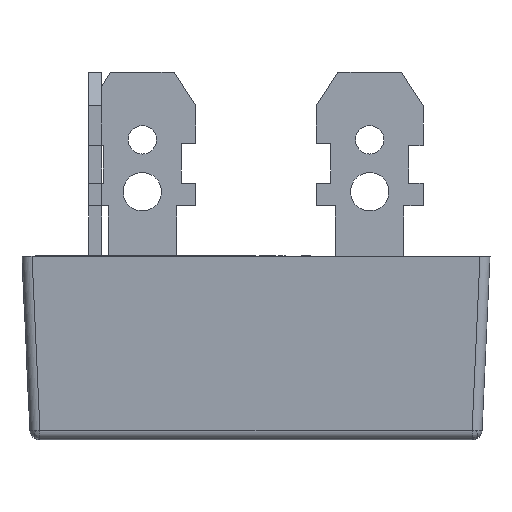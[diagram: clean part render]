
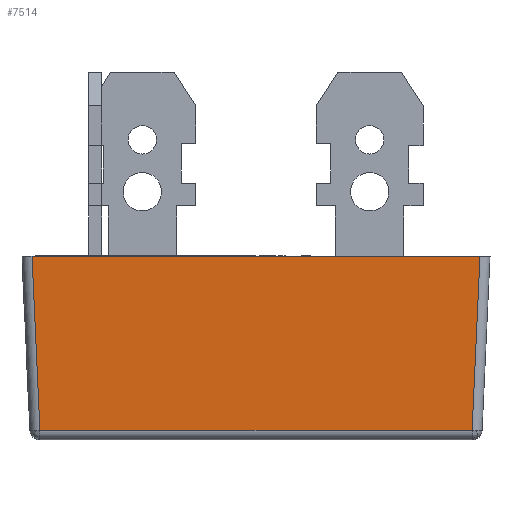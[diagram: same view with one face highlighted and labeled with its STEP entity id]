
A CAD part, left-side view. The second image highlights one B-rep face of the part: STEP entity #7514.
In plain terms, the highlighted planar face has unit normal (-0.999, 0, -0.045).
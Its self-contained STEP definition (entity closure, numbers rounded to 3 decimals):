
#45 = EDGE_CURVE ( 'NONE', #2512, #9284, #11985, .T. ) ;
#830 = ORIENTED_EDGE ( 'NONE', *, *, #1147, .F. ) ;
#1147 = EDGE_CURVE ( 'NONE', #4776, #2512, #14950, .T. ) ;
#2438 = CARTESIAN_POINT ( 'NONE',  ( -13.526, 26.927, -4.927 ) ) ;
#2512 = VERTEX_POINT ( 'NONE', #2438 ) ;
#3064 = VECTOR ( 'NONE', #11455, 1000. ) ;
#3241 = CARTESIAN_POINT ( 'NONE',  ( -14., 0.599, 5.5 ) ) ;
#3774 = DIRECTION ( 'NONE',  ( 0.045, 0., -0.999 ) ) ;
#3808 = DIRECTION ( 'NONE',  ( 0., 1., 0. ) ) ;
#4016 = VERTEX_POINT ( 'NONE', #3241 ) ;
#4138 = CARTESIAN_POINT ( 'NONE',  ( -13.526, 1.073, -4.927 ) ) ;
#4551 = DIRECTION ( 'NONE',  ( -0.045, 0.045, 0.998 ) ) ;
#4776 = VERTEX_POINT ( 'NONE', #4138 ) ;
#5288 = PLANE ( 'NONE',  #11750 ) ;
#7514 = ADVANCED_FACE ( 'NONE', ( #15528 ), #5288, .F. ) ;
#7835 = CARTESIAN_POINT ( 'NONE',  ( -14., 28., 5.5 ) ) ;
#7944 = CARTESIAN_POINT ( 'NONE',  ( -13.5, 28., -5.5 ) ) ;
#8327 = LINE ( 'NONE', #7835, #3064 ) ;
#9284 = VERTEX_POINT ( 'NONE', #11223 ) ;
#9887 = EDGE_CURVE ( 'NONE', #9284, #4016, #8327, .T. ) ;
#10482 = VECTOR ( 'NONE', #12860, 1000. ) ;
#10726 = ORIENTED_EDGE ( 'NONE', *, *, #45, .F. ) ;
#11223 = CARTESIAN_POINT ( 'NONE',  ( -14., 27.401, 5.5 ) ) ;
#11337 = VECTOR ( 'NONE', #3808, 1000. ) ;
#11455 = DIRECTION ( 'NONE',  ( 0., -1., 0. ) ) ;
#11750 = AXIS2_PLACEMENT_3D ( 'NONE', #7944, #14728, #3774 ) ;
#11764 = VECTOR ( 'NONE', #4551, 1000. ) ;
#11985 = LINE ( 'NONE', #12591, #11764 ) ;
#12591 = CARTESIAN_POINT ( 'NONE',  ( -13.526, 26.927, -4.927 ) ) ;
#12860 = DIRECTION ( 'NONE',  ( 0.045, 0.045, -0.998 ) ) ;
#13224 = LINE ( 'NONE', #14176, #10482 ) ;
#13437 = EDGE_LOOP ( 'NONE', ( #830, #13721, #15363, #10726 ) ) ;
#13721 = ORIENTED_EDGE ( 'NONE', *, *, #17251, .F. ) ;
#14176 = CARTESIAN_POINT ( 'NONE',  ( -14., 0.599, 5.5 ) ) ;
#14480 = CARTESIAN_POINT ( 'NONE',  ( -13.526, 14., -4.927 ) ) ;
#14728 = DIRECTION ( 'NONE',  ( 0.999, 0., 0.045 ) ) ;
#14950 = LINE ( 'NONE', #14480, #11337 ) ;
#15363 = ORIENTED_EDGE ( 'NONE', *, *, #9887, .F. ) ;
#15528 = FACE_OUTER_BOUND ( 'NONE', #13437, .T. ) ;
#17251 = EDGE_CURVE ( 'NONE', #4016, #4776, #13224, .T. ) ;
